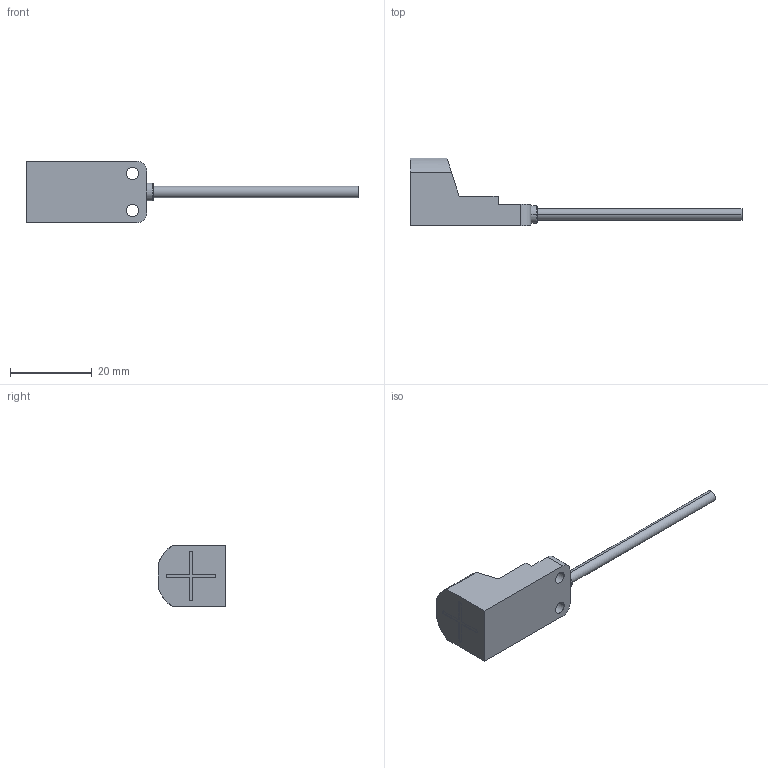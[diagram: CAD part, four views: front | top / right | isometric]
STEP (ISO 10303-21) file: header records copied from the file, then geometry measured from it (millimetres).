
FILE_DESCRIPTION((''),'2;1');
FILE_NAME('SQ15H-05NOF','2022-05-27T14:01:31',('Administrator'),(''),'CREO PARAMETRIC BY PTC INC, 2021023','CREO PARAMETRIC BY PTC INC, 2021023','');
FILE_SCHEMA(('CONFIG_CONTROL_DESIGN'));
Length unit declared in the file: millimetre
Products named in the file (1): SQ15H-05NOF
Bounding box: 81 x 16.5 x 15 mm (x, y, z)
Volume: 4383.8 mm3; surface area: 2468.9 mm2
Topology: 1 solids, 1 shells, 51 faces, 130 edges, 84 vertices
Faces by surface type: plane 27, cylinder 20, torus 4
Entity records: 1592 total; most frequent: DIRECTION 276, CARTESIAN_POINT 269, ORIENTED_EDGE 260, EDGE_CURVE 130, AXIS2_PLACEMENT_3D 97, VERTEX_POINT 84, VECTOR 82, LINE 82
